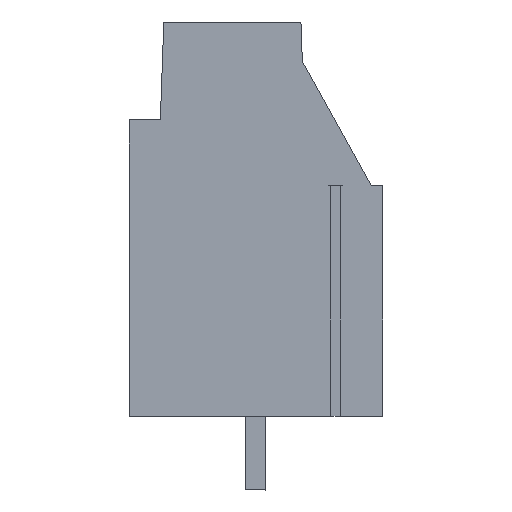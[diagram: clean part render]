
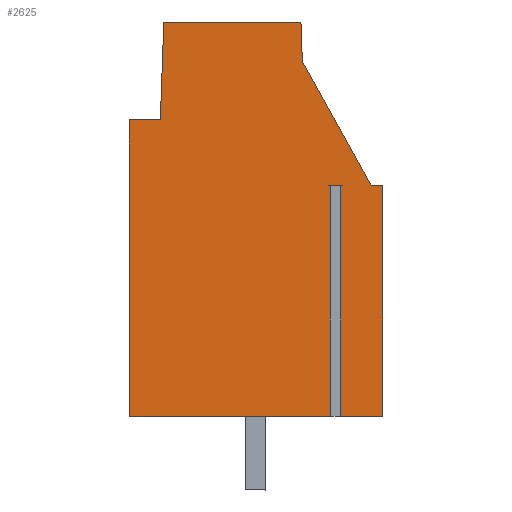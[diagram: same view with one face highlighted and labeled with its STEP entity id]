
A CAD part, left-side view. The second image highlights one B-rep face of the part: STEP entity #2625.
In plain terms, the highlighted planar face has unit normal (-1, 0, 0).
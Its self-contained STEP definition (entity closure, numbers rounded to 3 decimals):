
#2535=AXIS2_PLACEMENT_3D('Plane Axis2P3D',#2532,#2533,#2534) ;
#891=CARTESIAN_POINT('Line Origine',(0.,6.638,3.2)) ;
#895=CARTESIAN_POINT('Vertex',(0.,11.,3.2)) ;
#897=CARTESIAN_POINT('Vertex',(0.,2.275,3.2)) ;
#974=CARTESIAN_POINT('Vertex',(0.,0.,3.2)) ;
#977=CARTESIAN_POINT('Line Origine',(0.,0.912,3.2)) ;
#981=CARTESIAN_POINT('Vertex',(0.,1.825,3.2)) ;
#2532=CARTESIAN_POINT('Axis2P3D Location',(0.,11.,0.)) ;
#2537=CARTESIAN_POINT('Line Origine',(0.,0.,8.2)) ;
#2541=CARTESIAN_POINT('Vertex',(0.,0.,13.2)) ;
#2544=CARTESIAN_POINT('Line Origine',(0.,0.25,13.2)) ;
#2548=CARTESIAN_POINT('Vertex',(0.,0.5,13.2)) ;
#2551=CARTESIAN_POINT('Line Origine',(0.,1.995,15.896)) ;
#2555=CARTESIAN_POINT('Vertex',(0.,3.49,18.592)) ;
#2558=CARTESIAN_POINT('Line Origine',(0.,3.52,19.446)) ;
#2562=CARTESIAN_POINT('Vertex',(0.,3.55,20.3)) ;
#2565=CARTESIAN_POINT('Line Origine',(0.,6.525,20.3)) ;
#2569=CARTESIAN_POINT('Vertex',(0.,9.5,20.3)) ;
#2572=CARTESIAN_POINT('Line Origine',(0.,9.574,18.175)) ;
#2576=CARTESIAN_POINT('Vertex',(0.,9.648,16.05)) ;
#2579=CARTESIAN_POINT('Line Origine',(0.,10.324,16.05)) ;
#2583=CARTESIAN_POINT('Vertex',(0.,11.,16.05)) ;
#2586=CARTESIAN_POINT('Line Origine',(0.,11.,9.625)) ;
#2591=CARTESIAN_POINT('Line Origine',(0.,2.275,8.2)) ;
#2595=CARTESIAN_POINT('Vertex',(0.,2.275,13.2)) ;
#2598=CARTESIAN_POINT('Line Origine',(0.,2.05,13.2)) ;
#2602=CARTESIAN_POINT('Vertex',(0.,1.825,13.2)) ;
#2605=CARTESIAN_POINT('Line Origine',(0.,1.825,8.2)) ;
#892=DIRECTION('Vector Direction',(0.,1.,0.)) ;
#978=DIRECTION('Vector Direction',(0.,1.,0.)) ;
#2533=DIRECTION('Axis2P3D Direction',(-1.,0.,0.)) ;
#2534=DIRECTION('Axis2P3D XDirection',(0.,-1.,0.)) ;
#2538=DIRECTION('Vector Direction',(0.,0.,-1.)) ;
#2545=DIRECTION('Vector Direction',(0.,-1.,0.)) ;
#2552=DIRECTION('Vector Direction',(0.,-0.485,-0.875)) ;
#2559=DIRECTION('Vector Direction',(0.,0.035,0.999)) ;
#2566=DIRECTION('Vector Direction',(0.,-1.,0.)) ;
#2573=DIRECTION('Vector Direction',(0.,0.035,-0.999)) ;
#2580=DIRECTION('Vector Direction',(0.,-1.,0.)) ;
#2587=DIRECTION('Vector Direction',(0.,0.,1.)) ;
#2592=DIRECTION('Vector Direction',(0.,0.,1.)) ;
#2599=DIRECTION('Vector Direction',(0.,-1.,0.)) ;
#2606=DIRECTION('Vector Direction',(0.,0.,1.)) ;
#893=VECTOR('Line Direction',#892,1.) ;
#979=VECTOR('Line Direction',#978,1.) ;
#2539=VECTOR('Line Direction',#2538,1.) ;
#2546=VECTOR('Line Direction',#2545,1.) ;
#2553=VECTOR('Line Direction',#2552,1.) ;
#2560=VECTOR('Line Direction',#2559,1.) ;
#2567=VECTOR('Line Direction',#2566,1.) ;
#2574=VECTOR('Line Direction',#2573,1.) ;
#2581=VECTOR('Line Direction',#2580,1.) ;
#2588=VECTOR('Line Direction',#2587,1.) ;
#2593=VECTOR('Line Direction',#2592,1.) ;
#2600=VECTOR('Line Direction',#2599,1.) ;
#2607=VECTOR('Line Direction',#2606,1.) ;
#2611=ORIENTED_EDGE('',*,*,#983,.T.) ;
#2612=ORIENTED_EDGE('',*,*,#2543,.T.) ;
#2613=ORIENTED_EDGE('',*,*,#2550,.T.) ;
#2614=ORIENTED_EDGE('',*,*,#2557,.T.) ;
#2615=ORIENTED_EDGE('',*,*,#2564,.T.) ;
#2616=ORIENTED_EDGE('',*,*,#2571,.T.) ;
#2617=ORIENTED_EDGE('',*,*,#2578,.T.) ;
#2618=ORIENTED_EDGE('',*,*,#2585,.T.) ;
#2619=ORIENTED_EDGE('',*,*,#2590,.T.) ;
#2620=ORIENTED_EDGE('',*,*,#899,.T.) ;
#2621=ORIENTED_EDGE('',*,*,#2597,.T.) ;
#2622=ORIENTED_EDGE('',*,*,#2604,.F.) ;
#2623=ORIENTED_EDGE('',*,*,#2609,.F.) ;
#2625=ADVANCED_FACE('KLSC M3x6.3.1',(#2624),#2536,.T.) ;
#899=EDGE_CURVE('',#896,#898,#894,.F.) ;
#983=EDGE_CURVE('',#982,#975,#980,.F.) ;
#2543=EDGE_CURVE('',#975,#2542,#2540,.F.) ;
#2550=EDGE_CURVE('',#2542,#2549,#2547,.F.) ;
#2557=EDGE_CURVE('',#2549,#2556,#2554,.F.) ;
#2564=EDGE_CURVE('',#2556,#2563,#2561,.T.) ;
#2571=EDGE_CURVE('',#2563,#2570,#2568,.F.) ;
#2578=EDGE_CURVE('',#2570,#2577,#2575,.T.) ;
#2585=EDGE_CURVE('',#2577,#2584,#2582,.F.) ;
#2590=EDGE_CURVE('',#2584,#896,#2589,.F.) ;
#2597=EDGE_CURVE('',#898,#2596,#2594,.T.) ;
#2604=EDGE_CURVE('',#2603,#2596,#2601,.F.) ;
#2609=EDGE_CURVE('',#982,#2603,#2608,.T.) ;
#2610=EDGE_LOOP('',(#2611,#2612,#2613,#2614,#2615,#2616,#2617,#2618,#2619,#2620,#2621,#2622,#2623)) ;
#2624=FACE_OUTER_BOUND('',#2610,.T.) ;
#894=LINE('Line',#891,#893) ;
#980=LINE('Line',#977,#979) ;
#2540=LINE('Line',#2537,#2539) ;
#2547=LINE('Line',#2544,#2546) ;
#2554=LINE('Line',#2551,#2553) ;
#2561=LINE('Line',#2558,#2560) ;
#2568=LINE('Line',#2565,#2567) ;
#2575=LINE('Line',#2572,#2574) ;
#2582=LINE('Line',#2579,#2581) ;
#2589=LINE('Line',#2586,#2588) ;
#2594=LINE('Line',#2591,#2593) ;
#2601=LINE('Line',#2598,#2600) ;
#2608=LINE('Line',#2605,#2607) ;
#2536=PLANE('',#2535) ;
#896=VERTEX_POINT('',#895) ;
#898=VERTEX_POINT('',#897) ;
#975=VERTEX_POINT('',#974) ;
#982=VERTEX_POINT('',#981) ;
#2542=VERTEX_POINT('',#2541) ;
#2549=VERTEX_POINT('',#2548) ;
#2556=VERTEX_POINT('',#2555) ;
#2563=VERTEX_POINT('',#2562) ;
#2570=VERTEX_POINT('',#2569) ;
#2577=VERTEX_POINT('',#2576) ;
#2584=VERTEX_POINT('',#2583) ;
#2596=VERTEX_POINT('',#2595) ;
#2603=VERTEX_POINT('',#2602) ;
